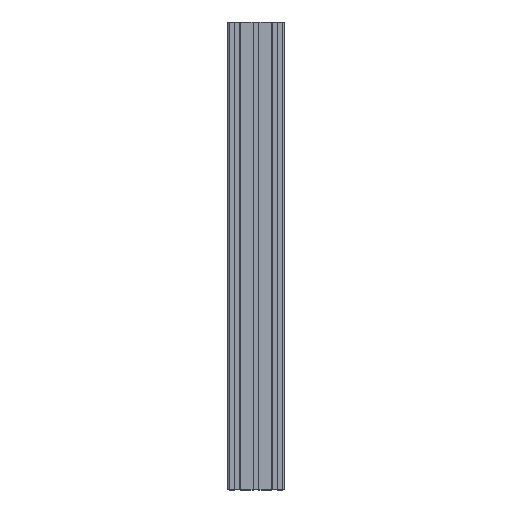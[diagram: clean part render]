
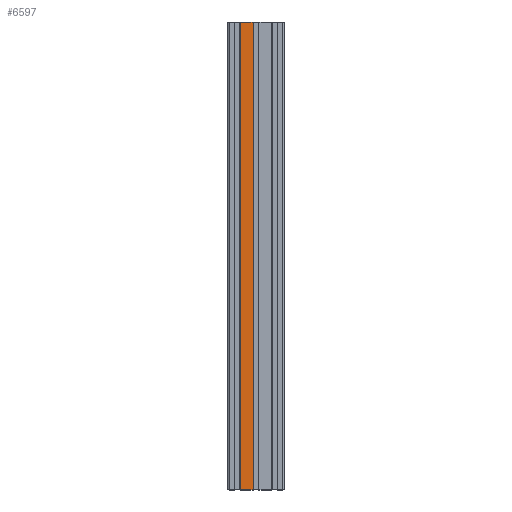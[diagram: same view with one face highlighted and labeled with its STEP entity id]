
A CAD part, top view. The second image highlights one B-rep face of the part: STEP entity #6597.
In plain terms, the highlighted planar face has unit normal (0, 0, 1).
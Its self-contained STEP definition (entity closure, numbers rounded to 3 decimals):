
#44 = PLANE('',#45);
#45 = AXIS2_PLACEMENT_3D('',#46,#47,#48);
#46 = CARTESIAN_POINT('',(19.998,250.,0.));
#47 = DIRECTION('',(0.,1.,0.));
#48 = DIRECTION('',(0.,0.,1.));
#100 = PLANE('',#101);
#101 = AXIS2_PLACEMENT_3D('',#102,#103,#104);
#102 = CARTESIAN_POINT('',(19.998,-250.,0.));
#103 = DIRECTION('',(0.,1.,0.));
#104 = DIRECTION('',(0.,0.,1.));
#419 = VERTEX_POINT('',#420);
#420 = CARTESIAN_POINT('',(3.1,250.,10.));
#434 = PLANE('',#435);
#435 = AXIS2_PLACEMENT_3D('',#436,#437,#438);
#436 = CARTESIAN_POINT('',(3.1,250.,8.2));
#437 = DIRECTION('',(-1.,0.,0.));
#438 = DIRECTION('',(0.,0.,1.));
#446 = EDGE_CURVE('',#419,#447,#449,.T.);
#447 = VERTEX_POINT('',#448);
#448 = CARTESIAN_POINT('',(16.9,250.,10.));
#449 = SURFACE_CURVE('',#450,(#454,#461),.PCURVE_S1.);
#450 = LINE('',#451,#452);
#451 = CARTESIAN_POINT('',(3.1,250.,10.));
#452 = VECTOR('',#453,1.);
#453 = DIRECTION('',(1.,0.,0.));
#454 = PCURVE('',#44,#455);
#455 = DEFINITIONAL_REPRESENTATION('',(#456),#460);
#456 = LINE('',#457,#458);
#457 = CARTESIAN_POINT('',(10.,-16.898));
#458 = VECTOR('',#459,1.);
#459 = DIRECTION('',(0.,1.));
#460 = ( GEOMETRIC_REPRESENTATION_CONTEXT(2) 
PARAMETRIC_REPRESENTATION_CONTEXT() REPRESENTATION_CONTEXT('2D SPACE',''
  ) );
#461 = PCURVE('',#462,#467);
#462 = PLANE('',#463);
#463 = AXIS2_PLACEMENT_3D('',#464,#465,#466);
#464 = CARTESIAN_POINT('',(3.1,250.,10.));
#465 = DIRECTION('',(0.,0.,1.));
#466 = DIRECTION('',(1.,0.,0.));
#467 = DEFINITIONAL_REPRESENTATION('',(#468),#472);
#468 = LINE('',#469,#470);
#469 = CARTESIAN_POINT('',(0.,0.));
#470 = VECTOR('',#471,1.);
#471 = DIRECTION('',(1.,0.));
#472 = ( GEOMETRIC_REPRESENTATION_CONTEXT(2) 
PARAMETRIC_REPRESENTATION_CONTEXT() REPRESENTATION_CONTEXT('2D SPACE',''
  ) );
#490 = PLANE('',#491);
#491 = AXIS2_PLACEMENT_3D('',#492,#493,#494);
#492 = CARTESIAN_POINT('',(16.9,250.,10.));
#493 = DIRECTION('',(1.,0.,0.));
#494 = DIRECTION('',(0.,0.,-1.));
#3663 = VERTEX_POINT('',#3664);
#3664 = CARTESIAN_POINT('',(3.1,-250.,10.));
#3685 = EDGE_CURVE('',#3663,#3686,#3688,.T.);
#3686 = VERTEX_POINT('',#3687);
#3687 = CARTESIAN_POINT('',(16.9,-250.,10.));
#3688 = SURFACE_CURVE('',#3689,(#3693,#3700),.PCURVE_S1.);
#3689 = LINE('',#3690,#3691);
#3690 = CARTESIAN_POINT('',(3.1,-250.,10.));
#3691 = VECTOR('',#3692,1.);
#3692 = DIRECTION('',(1.,0.,0.));
#3693 = PCURVE('',#100,#3694);
#3694 = DEFINITIONAL_REPRESENTATION('',(#3695),#3699);
#3695 = LINE('',#3696,#3697);
#3696 = CARTESIAN_POINT('',(10.,-16.898));
#3697 = VECTOR('',#3698,1.);
#3698 = DIRECTION('',(0.,1.));
#3699 = ( GEOMETRIC_REPRESENTATION_CONTEXT(2) 
PARAMETRIC_REPRESENTATION_CONTEXT() REPRESENTATION_CONTEXT('2D SPACE',''
  ) );
#3700 = PCURVE('',#462,#3701);
#3701 = DEFINITIONAL_REPRESENTATION('',(#3702),#3706);
#3702 = LINE('',#3703,#3704);
#3703 = CARTESIAN_POINT('',(0.,-500.));
#3704 = VECTOR('',#3705,1.);
#3705 = DIRECTION('',(1.,0.));
#3706 = ( GEOMETRIC_REPRESENTATION_CONTEXT(2) 
PARAMETRIC_REPRESENTATION_CONTEXT() REPRESENTATION_CONTEXT('2D SPACE',''
  ) );
#6549 = EDGE_CURVE('',#419,#3663,#6550,.T.);
#6550 = SURFACE_CURVE('',#6551,(#6555,#6562),.PCURVE_S1.);
#6551 = LINE('',#6552,#6553);
#6552 = CARTESIAN_POINT('',(3.1,250.,10.));
#6553 = VECTOR('',#6554,1.);
#6554 = DIRECTION('',(0.,-1.,0.));
#6555 = PCURVE('',#434,#6556);
#6556 = DEFINITIONAL_REPRESENTATION('',(#6557),#6561);
#6557 = LINE('',#6558,#6559);
#6558 = CARTESIAN_POINT('',(1.8,0.));
#6559 = VECTOR('',#6560,1.);
#6560 = DIRECTION('',(0.,-1.));
#6561 = ( GEOMETRIC_REPRESENTATION_CONTEXT(2) 
PARAMETRIC_REPRESENTATION_CONTEXT() REPRESENTATION_CONTEXT('2D SPACE',''
  ) );
#6562 = PCURVE('',#462,#6563);
#6563 = DEFINITIONAL_REPRESENTATION('',(#6564),#6568);
#6564 = LINE('',#6565,#6566);
#6565 = CARTESIAN_POINT('',(0.,0.));
#6566 = VECTOR('',#6567,1.);
#6567 = DIRECTION('',(0.,-1.));
#6568 = ( GEOMETRIC_REPRESENTATION_CONTEXT(2) 
PARAMETRIC_REPRESENTATION_CONTEXT() REPRESENTATION_CONTEXT('2D SPACE',''
  ) );
#6597 = ADVANCED_FACE('',(#6598),#462,.T.);
#6598 = FACE_BOUND('',#6599,.T.);
#6599 = EDGE_LOOP('',(#6600,#6601,#6602,#6623));
#6600 = ORIENTED_EDGE('',*,*,#6549,.T.);
#6601 = ORIENTED_EDGE('',*,*,#3685,.T.);
#6602 = ORIENTED_EDGE('',*,*,#6603,.F.);
#6603 = EDGE_CURVE('',#447,#3686,#6604,.T.);
#6604 = SURFACE_CURVE('',#6605,(#6609,#6616),.PCURVE_S1.);
#6605 = LINE('',#6606,#6607);
#6606 = CARTESIAN_POINT('',(16.9,250.,10.));
#6607 = VECTOR('',#6608,1.);
#6608 = DIRECTION('',(0.,-1.,0.));
#6609 = PCURVE('',#462,#6610);
#6610 = DEFINITIONAL_REPRESENTATION('',(#6611),#6615);
#6611 = LINE('',#6612,#6613);
#6612 = CARTESIAN_POINT('',(13.8,0.));
#6613 = VECTOR('',#6614,1.);
#6614 = DIRECTION('',(0.,-1.));
#6615 = ( GEOMETRIC_REPRESENTATION_CONTEXT(2) 
PARAMETRIC_REPRESENTATION_CONTEXT() REPRESENTATION_CONTEXT('2D SPACE',''
  ) );
#6616 = PCURVE('',#490,#6617);
#6617 = DEFINITIONAL_REPRESENTATION('',(#6618),#6622);
#6618 = LINE('',#6619,#6620);
#6619 = CARTESIAN_POINT('',(0.,0.));
#6620 = VECTOR('',#6621,1.);
#6621 = DIRECTION('',(0.,-1.));
#6622 = ( GEOMETRIC_REPRESENTATION_CONTEXT(2) 
PARAMETRIC_REPRESENTATION_CONTEXT() REPRESENTATION_CONTEXT('2D SPACE',''
  ) );
#6623 = ORIENTED_EDGE('',*,*,#446,.F.);
